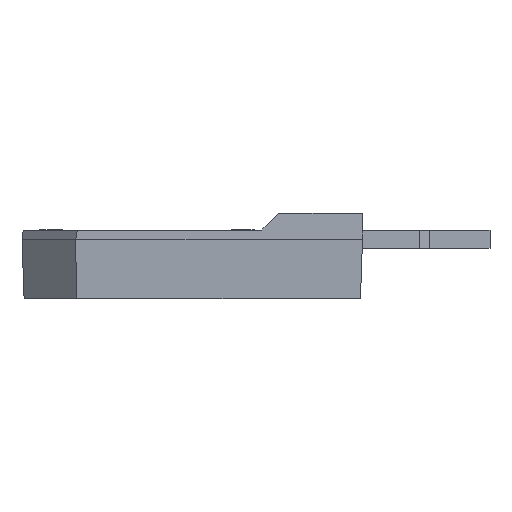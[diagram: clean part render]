
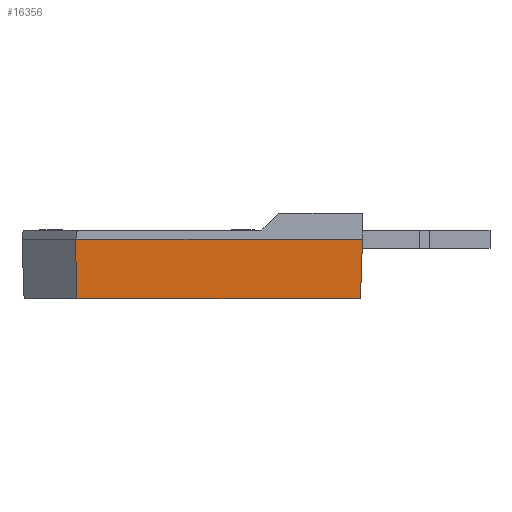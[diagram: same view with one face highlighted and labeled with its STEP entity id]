
A CAD part, left-side view. The second image highlights one B-rep face of the part: STEP entity #16356.
In plain terms, the highlighted planar face has unit normal (-0.999, 0, -0.035).
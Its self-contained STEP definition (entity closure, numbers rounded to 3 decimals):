
#569 = VECTOR ( 'NONE', #12294, 1000. ) ;
#1147 = LINE ( 'NONE', #11274, #15348 ) ;
#1328 = VERTEX_POINT ( 'NONE', #1359 ) ;
#1359 = CARTESIAN_POINT ( 'NONE',  ( -2.65, 21.1, 0. ) ) ;
#1753 = DIRECTION ( 'NONE',  ( 0.035, -0.014, -0.999 ) ) ;
#3933 = ORIENTED_EDGE ( 'NONE', *, *, #8884, .F. ) ;
#4242 = CARTESIAN_POINT ( 'NONE',  ( -2.65, 4., 0. ) ) ;
#5301 = DIRECTION ( 'NONE',  ( 0., 1., 0. ) ) ;
#5406 = VERTEX_POINT ( 'NONE', #7990 ) ;
#5693 = DIRECTION ( 'NONE',  ( 0., 1., 0. ) ) ;
#5803 = EDGE_CURVE ( 'NONE', #18395, #5406, #1147, .T. ) ;
#5909 = ORIENTED_EDGE ( 'NONE', *, *, #5803, .F. ) ;
#6585 = FACE_OUTER_BOUND ( 'NONE', #10695, .T. ) ;
#6837 = EDGE_CURVE ( 'NONE', #1328, #5406, #10714, .T. ) ;
#7990 = CARTESIAN_POINT ( 'NONE',  ( -2.526, 21.049, -3.55 ) ) ;
#8045 = PLANE ( 'NONE',  #9343 ) ;
#8884 = EDGE_CURVE ( 'NONE', #1328, #14448, #9795, .T. ) ;
#9343 = AXIS2_PLACEMENT_3D ( 'NONE', #13864, #12382, #5301 ) ;
#9372 = CARTESIAN_POINT ( 'NONE',  ( -2.652, 21.101, 0.046 ) ) ;
#9692 = DIRECTION ( 'NONE',  ( 0., -1., 0. ) ) ;
#9795 = LINE ( 'NONE', #11415, #14093 ) ;
#10289 = EDGE_CURVE ( 'NONE', #14448, #18395, #12091, .T. ) ;
#10695 = EDGE_LOOP ( 'NONE', ( #17536, #5909, #18213, #3933 ) ) ;
#10714 = LINE ( 'NONE', #9372, #16464 ) ;
#11274 = CARTESIAN_POINT ( 'NONE',  ( -2.526, 21.1, -3.55 ) ) ;
#11415 = CARTESIAN_POINT ( 'NONE',  ( -2.65, 4., 0. ) ) ;
#12091 = LINE ( 'NONE', #15291, #569 ) ;
#12294 = DIRECTION ( 'NONE',  ( 0.035, 0.035, -0.999 ) ) ;
#12382 = DIRECTION ( 'NONE',  ( -0.999, 0., -0.035 ) ) ;
#13864 = CARTESIAN_POINT ( 'NONE',  ( -2.65, 24.3, 0. ) ) ;
#14093 = VECTOR ( 'NONE', #9692, 1000. ) ;
#14448 = VERTEX_POINT ( 'NONE', #4242 ) ;
#15291 = CARTESIAN_POINT ( 'NONE',  ( -2.625, 4.025, -0.707 ) ) ;
#15348 = VECTOR ( 'NONE', #5693, 1000. ) ;
#16356 = ADVANCED_FACE ( 'NONE', ( #6585 ), #8045, .T. ) ;
#16464 = VECTOR ( 'NONE', #1753, 1000. ) ;
#16848 = CARTESIAN_POINT ( 'NONE',  ( -2.526, 4.124, -3.55 ) ) ;
#17536 = ORIENTED_EDGE ( 'NONE', *, *, #6837, .T. ) ;
#18213 = ORIENTED_EDGE ( 'NONE', *, *, #10289, .F. ) ;
#18395 = VERTEX_POINT ( 'NONE', #16848 ) ;
